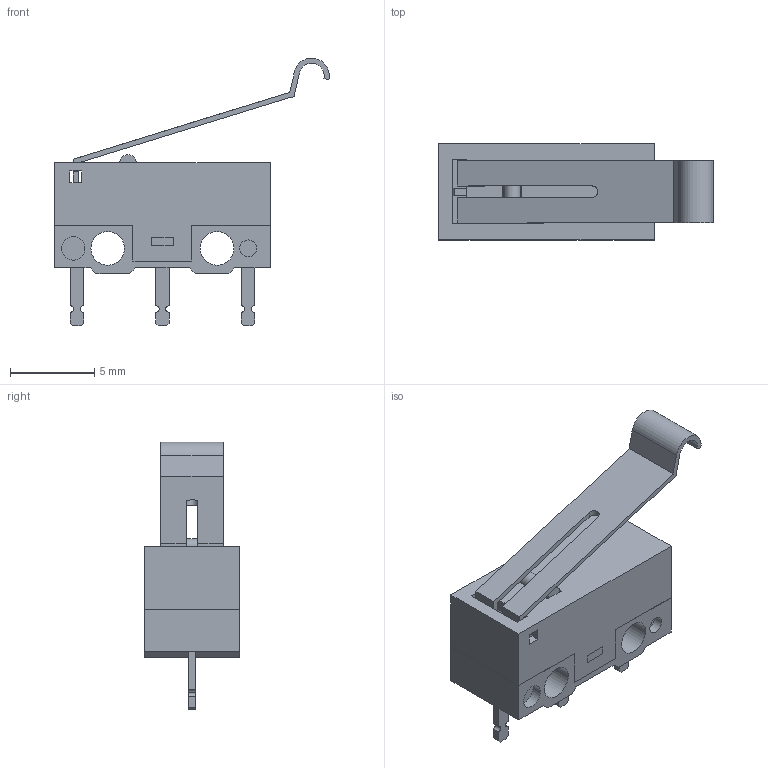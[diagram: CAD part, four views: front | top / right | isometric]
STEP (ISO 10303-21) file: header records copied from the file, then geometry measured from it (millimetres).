
FILE_DESCRIPTION(('FreeCAD Model'),'2;1');
FILE_NAME('Open CASCADE Shape Model','2024-03-25T20:04:45',( 'kicad StepUp'),('ksu MCAD'),'Open CASCADE STEP processor 7.7', 'FreeCAD','Unknown');
FILE_SCHEMA(('AUTOMOTIVE_DESIGN { 1 0 10303 214 1 1 1 1 }'));
Length unit declared in the file: millimetre
Products named in the file (8): XKB_DM1-WXYZ-P; Bottom001; Top001; Plunger001; Lever_16U001; Pin_NO005; Pin_C005; Pin_NC005
Assembly tree (7 placements, depth 2):
  XKB_DM1-WXYZ-P
    Bottom001
    Top001
    Plunger001
    Lever_16U001
    Pin_NO005
    Pin_C005
    Pin_NC005
Bounding box: 16.31 x 5.7 x 15.9 mm (x, y, z)
Volume: 313 mm3; surface area: 1039.4 mm2
Topology: 7 solids, 7 shells, 206 faces, 558 edges, 368 vertices
Faces by surface type: plane 187, cylinder 19
Full cylindrical faces by diameter (mm): 1 x1, 1.4 x3, 2 x2
Entity records: 6595 total; most frequent: CARTESIAN_POINT 1140, ORIENTED_EDGE 1116, DIRECTION 1024, EDGE_CURVE 558, LINE 520, VECTOR 520, VERTEX_POINT 368, AXIS2_PLACEMENT_3D 252
